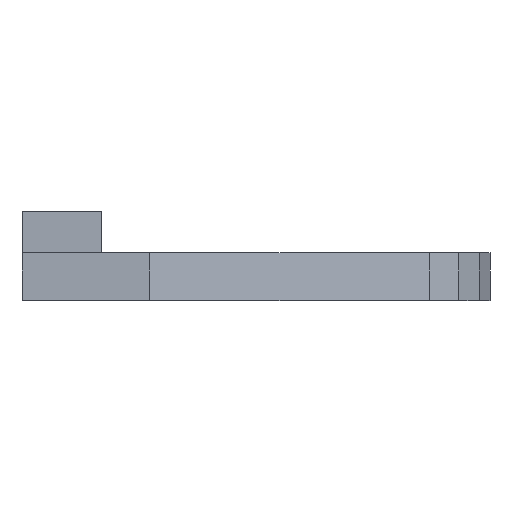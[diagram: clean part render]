
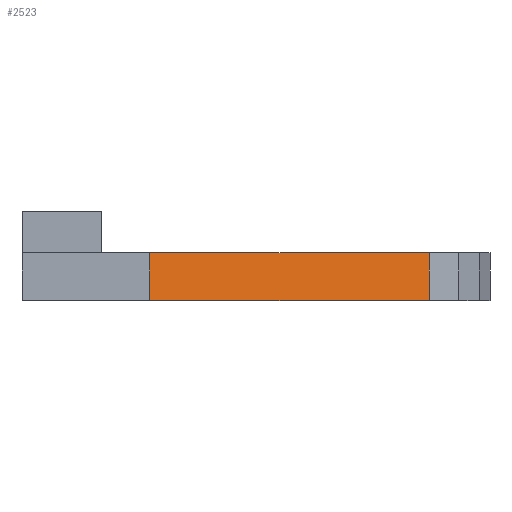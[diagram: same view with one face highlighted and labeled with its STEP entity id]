
A CAD part, left-side view. The second image highlights one B-rep face of the part: STEP entity #2523.
In plain terms, the highlighted planar face has unit normal (-0.849, -0.529, 0).
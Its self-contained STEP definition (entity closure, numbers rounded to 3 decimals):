
#679 = PLANE('',#680);
#680 = AXIS2_PLACEMENT_3D('',#681,#682,#683);
#681 = CARTESIAN_POINT('',(-0.031,43.237,0.));
#682 = DIRECTION('',(-0.,-0.,-1.));
#683 = DIRECTION('',(-1.,0.,0.));
#739 = PLANE('',#740);
#740 = AXIS2_PLACEMENT_3D('',#741,#742,#743);
#741 = CARTESIAN_POINT('',(-0.031,43.237,12.));
#742 = DIRECTION('',(-0.,-0.,-1.));
#743 = DIRECTION('',(-1.,0.,0.));
#819 = PLANE('',#820);
#820 = AXIS2_PLACEMENT_3D('',#821,#822,#823);
#821 = CARTESIAN_POINT('',(-70.,55.659,0.));
#822 = DIRECTION('',(-1.,0.,0.));
#823 = DIRECTION('',(0.,1.,0.));
#1476 = VERTEX_POINT('',#1477);
#1477 = CARTESIAN_POINT('',(-26.388,-14.341,0.));
#1491 = PLANE('',#1492);
#1492 = AXIS2_PLACEMENT_3D('',#1493,#1494,#1495);
#1493 = CARTESIAN_POINT('',(-20.718,-21.717,0.));
#1494 = DIRECTION('',(-0.793,-0.609,0.));
#1495 = DIRECTION('',(-0.609,0.793,0.));
#1503 = EDGE_CURVE('',#1476,#1504,#1506,.T.);
#1504 = VERTEX_POINT('',#1505);
#1505 = CARTESIAN_POINT('',(-70.,55.659,0.));
#1506 = SURFACE_CURVE('',#1507,(#1511,#1518),.PCURVE_S1.);
#1507 = LINE('',#1508,#1509);
#1508 = CARTESIAN_POINT('',(-26.388,-14.341,0.));
#1509 = VECTOR('',#1510,1.);
#1510 = DIRECTION('',(-0.529,0.849,0.));
#1511 = PCURVE('',#679,#1512);
#1512 = DEFINITIONAL_REPRESENTATION('',(#1513),#1517);
#1513 = LINE('',#1514,#1515);
#1514 = CARTESIAN_POINT('',(26.357,-57.578));
#1515 = VECTOR('',#1516,1.);
#1516 = DIRECTION('',(0.529,0.849));
#1517 = ( GEOMETRIC_REPRESENTATION_CONTEXT(2) 
PARAMETRIC_REPRESENTATION_CONTEXT() REPRESENTATION_CONTEXT('2D SPACE',''
  ) );
#1518 = PCURVE('',#1519,#1524);
#1519 = PLANE('',#1520);
#1520 = AXIS2_PLACEMENT_3D('',#1521,#1522,#1523);
#1521 = CARTESIAN_POINT('',(-26.388,-14.341,0.));
#1522 = DIRECTION('',(-0.849,-0.529,0.));
#1523 = DIRECTION('',(-0.529,0.849,0.));
#1524 = DEFINITIONAL_REPRESENTATION('',(#1525),#1529);
#1525 = LINE('',#1526,#1527);
#1526 = CARTESIAN_POINT('',(0.,0.));
#1527 = VECTOR('',#1528,1.);
#1528 = DIRECTION('',(1.,0.));
#1529 = ( GEOMETRIC_REPRESENTATION_CONTEXT(2) 
PARAMETRIC_REPRESENTATION_CONTEXT() REPRESENTATION_CONTEXT('2D SPACE',''
  ) );
#1936 = VERTEX_POINT('',#1937);
#1937 = CARTESIAN_POINT('',(-26.388,-14.341,12.));
#1958 = EDGE_CURVE('',#1936,#1959,#1961,.T.);
#1959 = VERTEX_POINT('',#1960);
#1960 = CARTESIAN_POINT('',(-70.,55.659,12.));
#1961 = SURFACE_CURVE('',#1962,(#1966,#1973),.PCURVE_S1.);
#1962 = LINE('',#1963,#1964);
#1963 = CARTESIAN_POINT('',(-26.388,-14.341,12.));
#1964 = VECTOR('',#1965,1.);
#1965 = DIRECTION('',(-0.529,0.849,0.));
#1966 = PCURVE('',#739,#1967);
#1967 = DEFINITIONAL_REPRESENTATION('',(#1968),#1972);
#1968 = LINE('',#1969,#1970);
#1969 = CARTESIAN_POINT('',(26.357,-57.578));
#1970 = VECTOR('',#1971,1.);
#1971 = DIRECTION('',(0.529,0.849));
#1972 = ( GEOMETRIC_REPRESENTATION_CONTEXT(2) 
PARAMETRIC_REPRESENTATION_CONTEXT() REPRESENTATION_CONTEXT('2D SPACE',''
  ) );
#1973 = PCURVE('',#1519,#1974);
#1974 = DEFINITIONAL_REPRESENTATION('',(#1975),#1979);
#1975 = LINE('',#1976,#1977);
#1976 = CARTESIAN_POINT('',(0.,-12.));
#1977 = VECTOR('',#1978,1.);
#1978 = DIRECTION('',(1.,0.));
#1979 = ( GEOMETRIC_REPRESENTATION_CONTEXT(2) 
PARAMETRIC_REPRESENTATION_CONTEXT() REPRESENTATION_CONTEXT('2D SPACE',''
  ) );
#2472 = EDGE_CURVE('',#1504,#1959,#2473,.T.);
#2473 = SURFACE_CURVE('',#2474,(#2478,#2485),.PCURVE_S1.);
#2474 = LINE('',#2475,#2476);
#2475 = CARTESIAN_POINT('',(-70.,55.659,0.));
#2476 = VECTOR('',#2477,1.);
#2477 = DIRECTION('',(0.,0.,1.));
#2478 = PCURVE('',#819,#2479);
#2479 = DEFINITIONAL_REPRESENTATION('',(#2480),#2484);
#2480 = LINE('',#2481,#2482);
#2481 = CARTESIAN_POINT('',(0.,0.));
#2482 = VECTOR('',#2483,1.);
#2483 = DIRECTION('',(0.,-1.));
#2484 = ( GEOMETRIC_REPRESENTATION_CONTEXT(2) 
PARAMETRIC_REPRESENTATION_CONTEXT() REPRESENTATION_CONTEXT('2D SPACE',''
  ) );
#2485 = PCURVE('',#1519,#2486);
#2486 = DEFINITIONAL_REPRESENTATION('',(#2487),#2491);
#2487 = LINE('',#2488,#2489);
#2488 = CARTESIAN_POINT('',(82.474,0.));
#2489 = VECTOR('',#2490,1.);
#2490 = DIRECTION('',(0.,-1.));
#2491 = ( GEOMETRIC_REPRESENTATION_CONTEXT(2) 
PARAMETRIC_REPRESENTATION_CONTEXT() REPRESENTATION_CONTEXT('2D SPACE',''
  ) );
#2523 = ADVANCED_FACE('',(#2524),#1519,.T.);
#2524 = FACE_BOUND('',#2525,.T.);
#2525 = EDGE_LOOP('',(#2526,#2547,#2548,#2549));
#2526 = ORIENTED_EDGE('',*,*,#2527,.T.);
#2527 = EDGE_CURVE('',#1476,#1936,#2528,.T.);
#2528 = SURFACE_CURVE('',#2529,(#2533,#2540),.PCURVE_S1.);
#2529 = LINE('',#2530,#2531);
#2530 = CARTESIAN_POINT('',(-26.388,-14.341,0.));
#2531 = VECTOR('',#2532,1.);
#2532 = DIRECTION('',(0.,0.,1.));
#2533 = PCURVE('',#1519,#2534);
#2534 = DEFINITIONAL_REPRESENTATION('',(#2535),#2539);
#2535 = LINE('',#2536,#2537);
#2536 = CARTESIAN_POINT('',(0.,0.));
#2537 = VECTOR('',#2538,1.);
#2538 = DIRECTION('',(0.,-1.));
#2539 = ( GEOMETRIC_REPRESENTATION_CONTEXT(2) 
PARAMETRIC_REPRESENTATION_CONTEXT() REPRESENTATION_CONTEXT('2D SPACE',''
  ) );
#2540 = PCURVE('',#1491,#2541);
#2541 = DEFINITIONAL_REPRESENTATION('',(#2542),#2546);
#2542 = LINE('',#2543,#2544);
#2543 = CARTESIAN_POINT('',(9.304,0.));
#2544 = VECTOR('',#2545,1.);
#2545 = DIRECTION('',(0.,-1.));
#2546 = ( GEOMETRIC_REPRESENTATION_CONTEXT(2) 
PARAMETRIC_REPRESENTATION_CONTEXT() REPRESENTATION_CONTEXT('2D SPACE',''
  ) );
#2547 = ORIENTED_EDGE('',*,*,#1958,.T.);
#2548 = ORIENTED_EDGE('',*,*,#2472,.F.);
#2549 = ORIENTED_EDGE('',*,*,#1503,.F.);
